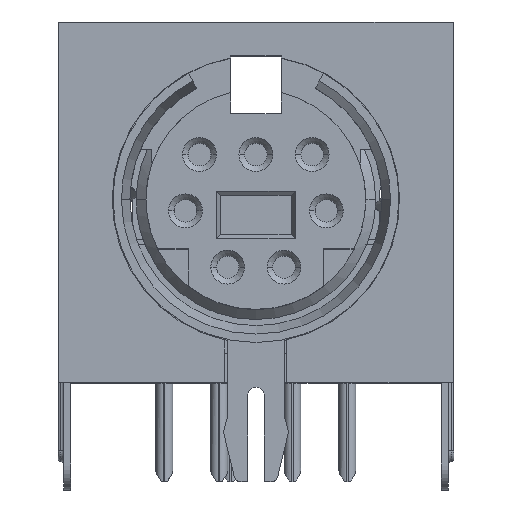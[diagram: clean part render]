
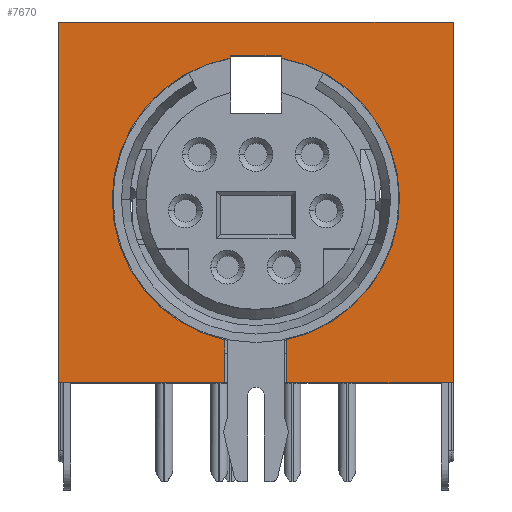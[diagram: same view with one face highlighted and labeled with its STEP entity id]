
A CAD part, top view. The second image highlights one B-rep face of the part: STEP entity #7670.
In plain terms, the highlighted planar face has unit normal (0, 0, 1).
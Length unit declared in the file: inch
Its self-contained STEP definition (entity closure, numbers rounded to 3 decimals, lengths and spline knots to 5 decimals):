
#24 = ORIENTED_EDGE ( 'NONE', *, *, #5442, .F. ) ;
#76 = LINE ( 'NONE', #2564, #16644 ) ;
#147 = DIRECTION ( 'NONE',  ( 1., 0., 0. ) ) ;
#317 = EDGE_LOOP ( 'NONE', ( #14968, #12715, #11907, #24, #12886, #14444, #7855, #11593, #6718, #1250, #1058, #12801, #6662 ) ) ;
#617 = DIRECTION ( 'NONE',  ( -0.216, -0.976, 0. ) ) ;
#674 = LINE ( 'NONE', #14370, #870 ) ;
#870 = VECTOR ( 'NONE', #7340, 39.37008 ) ;
#874 = DIRECTION ( 'NONE',  ( 1., 0., 0. ) ) ;
#994 = EDGE_CURVE ( 'NONE', #4894, #10688, #76, .T. ) ;
#1058 = ORIENTED_EDGE ( 'NONE', *, *, #6852, .T. ) ;
#1093 = CARTESIAN_POINT ( 'NONE',  ( 0.27559, 0.25591, 0. ) ) ;
#1250 = ORIENTED_EDGE ( 'NONE', *, *, #10232, .T. ) ;
#1469 = CARTESIAN_POINT ( 'NONE',  ( 0.24016, 0.45354, 0. ) ) ;
#1666 = CARTESIAN_POINT ( 'NONE',  ( 0.31102, 0.35433, 0. ) ) ;
#1954 = VECTOR ( 'NONE', #15829, 39.37008 ) ;
#2073 = PLANE ( 'NONE',  #15064 ) ;
#2258 = VECTOR ( 'NONE', #9394, 39.37008 ) ;
#2286 = VERTEX_POINT ( 'NONE', #1469 ) ;
#2317 = VECTOR ( 'NONE', #14796, 39.37008 ) ;
#2564 = CARTESIAN_POINT ( 'NONE',  ( 0.55118, 0.50394, 0. ) ) ;
#3305 = VERTEX_POINT ( 'NONE', #15772 ) ;
#3374 = CARTESIAN_POINT ( 'NONE',  ( 0.27559, 0.25591, 0. ) ) ;
#3436 = CARTESIAN_POINT ( 'NONE',  ( 0.31102, 0.45354, 0. ) ) ;
#3724 = CIRCLE ( 'NONE', #17377, 0.20079 ) ;
#3815 = CARTESIAN_POINT ( 'NONE',  ( 0., 0., 0. ) ) ;
#3849 = CARTESIAN_POINT ( 'NONE',  ( 0.23228, 0.12598, 0. ) ) ;
#4025 = LINE ( 'NONE', #3849, #2317 ) ;
#4473 = EDGE_CURVE ( 'NONE', #14797, #5357, #9349, .T. ) ;
#4580 = EDGE_CURVE ( 'NONE', #7518, #3305, #6309, .T. ) ;
#4615 = DIRECTION ( 'NONE',  ( 0., 0., -1. ) ) ;
#4894 = VERTEX_POINT ( 'NONE', #14563 ) ;
#4922 = CARTESIAN_POINT ( 'NONE',  ( 0.27559, 0.25197, 0. ) ) ;
#5357 = VERTEX_POINT ( 'NONE', #10475 ) ;
#5410 = EDGE_CURVE ( 'NONE', #13553, #7518, #17498, .T. ) ;
#5442 = EDGE_CURVE ( 'NONE', #10688, #16515, #9643, .T. ) ;
#5646 = LINE ( 'NONE', #13837, #7712 ) ;
#5911 = VERTEX_POINT ( 'NONE', #11815 ) ;
#6179 = EDGE_CURVE ( 'NONE', #5357, #16515, #674, .T. ) ;
#6309 = LINE ( 'NONE', #3815, #1954 ) ;
#6662 = ORIENTED_EDGE ( 'NONE', *, *, #8448, .T. ) ;
#6693 = VERTEX_POINT ( 'NONE', #15605 ) ;
#6718 = ORIENTED_EDGE ( 'NONE', *, *, #14231, .T. ) ;
#6852 = EDGE_CURVE ( 'NONE', #6693, #2286, #3724, .T. ) ;
#7340 = DIRECTION ( 'NONE',  ( 0., -1., 0. ) ) ;
#7355 = LINE ( 'NONE', #1666, #7970 ) ;
#7518 = VERTEX_POINT ( 'NONE', #17066 ) ;
#7670 = ADVANCED_FACE ( 'NONE', ( #13019 ), #2073, .T. ) ;
#7712 = VECTOR ( 'NONE', #147, 39.37008 ) ;
#7855 = ORIENTED_EDGE ( 'NONE', *, *, #4580, .F. ) ;
#7935 = DIRECTION ( 'NONE',  ( -0.216, -0.976, 0. ) ) ;
#7944 = CARTESIAN_POINT ( 'NONE',  ( 0.27559, 0.25591, 0. ) ) ;
#7970 = VECTOR ( 'NONE', #14037, 39.37008 ) ;
#8032 = AXIS2_PLACEMENT_3D ( 'NONE', #1093, #16124, #7935 ) ;
#8065 = CARTESIAN_POINT ( 'NONE',  ( 0.23228, 0.05984, 0. ) ) ;
#8135 = EDGE_CURVE ( 'NONE', #2286, #5911, #8432, .T. ) ;
#8142 = CARTESIAN_POINT ( 'NONE',  ( 0.55118, 0., 0. ) ) ;
#8271 = VECTOR ( 'NONE', #10040, 39.37008 ) ;
#8432 = LINE ( 'NONE', #16804, #8271 ) ;
#8448 = EDGE_CURVE ( 'NONE', #5911, #12074, #5646, .T. ) ;
#8518 = CARTESIAN_POINT ( 'NONE',  ( 0.31102, 0.45669, 0. ) ) ;
#9064 = LINE ( 'NONE', #10215, #15651 ) ;
#9349 = CIRCLE ( 'NONE', #15883, 0.20079 ) ;
#9394 = DIRECTION ( 'NONE',  ( -1., 0., 0. ) ) ;
#9643 = LINE ( 'NONE', #15063, #12774 ) ;
#10040 = DIRECTION ( 'NONE',  ( 0., 1., 0. ) ) ;
#10215 = CARTESIAN_POINT ( 'NONE',  ( 0., 0.50394, 0. ) ) ;
#10232 = EDGE_CURVE ( 'NONE', #16152, #6693, #12018, .T. ) ;
#10361 = DIRECTION ( 'NONE',  ( 0., 0., 1. ) ) ;
#10475 = CARTESIAN_POINT ( 'NONE',  ( 0.3189, 0.05984, 0. ) ) ;
#10688 = VERTEX_POINT ( 'NONE', #13273 ) ;
#10816 = DIRECTION ( 'NONE',  ( -1., 0., 0. ) ) ;
#11593 = ORIENTED_EDGE ( 'NONE', *, *, #5410, .F. ) ;
#11789 = DIRECTION ( 'NONE',  ( 0., 0., -1. ) ) ;
#11815 = CARTESIAN_POINT ( 'NONE',  ( 0.24016, 0.45669, 0. ) ) ;
#11907 = ORIENTED_EDGE ( 'NONE', *, *, #6179, .T. ) ;
#12018 = CIRCLE ( 'NONE', #8032, 0.20079 ) ;
#12074 = VERTEX_POINT ( 'NONE', #8518 ) ;
#12155 = EDGE_CURVE ( 'NONE', #3305, #4894, #9064, .T. ) ;
#12607 = CARTESIAN_POINT ( 'NONE',  ( 0.23228, 0., 0. ) ) ;
#12715 = ORIENTED_EDGE ( 'NONE', *, *, #4473, .T. ) ;
#12774 = VECTOR ( 'NONE', #10816, 39.37008 ) ;
#12801 = ORIENTED_EDGE ( 'NONE', *, *, #8135, .T. ) ;
#12886 = ORIENTED_EDGE ( 'NONE', *, *, #994, .F. ) ;
#13005 = DIRECTION ( 'NONE',  ( 0., -1., 0. ) ) ;
#13019 = FACE_OUTER_BOUND ( 'NONE', #317, .T. ) ;
#13273 = CARTESIAN_POINT ( 'NONE',  ( 0.55118, 0., 0. ) ) ;
#13553 = VERTEX_POINT ( 'NONE', #12607 ) ;
#13837 = CARTESIAN_POINT ( 'NONE',  ( 0.25787, 0.45669, 0. ) ) ;
#14037 = DIRECTION ( 'NONE',  ( 0., -1., 0. ) ) ;
#14231 = EDGE_CURVE ( 'NONE', #13553, #16152, #4025, .T. ) ;
#14370 = CARTESIAN_POINT ( 'NONE',  ( 0.3189, 0.15591, 0. ) ) ;
#14444 = ORIENTED_EDGE ( 'NONE', *, *, #12155, .F. ) ;
#14539 = DIRECTION ( 'NONE',  ( -0.216, -0.976, 0. ) ) ;
#14563 = CARTESIAN_POINT ( 'NONE',  ( 0.55118, 0.50394, 0. ) ) ;
#14796 = DIRECTION ( 'NONE',  ( 0., 1., 0. ) ) ;
#14797 = VERTEX_POINT ( 'NONE', #3436 ) ;
#14968 = ORIENTED_EDGE ( 'NONE', *, *, #16921, .T. ) ;
#15063 = CARTESIAN_POINT ( 'NONE',  ( 0.55118, 0., 0. ) ) ;
#15064 = AXIS2_PLACEMENT_3D ( 'NONE', #4922, #10361, #15779 ) ;
#15605 = CARTESIAN_POINT ( 'NONE',  ( 0.0748, 0.25591, 0. ) ) ;
#15651 = VECTOR ( 'NONE', #874, 39.37008 ) ;
#15772 = CARTESIAN_POINT ( 'NONE',  ( 0., 0.50394, 0. ) ) ;
#15779 = DIRECTION ( 'NONE',  ( 1., 0., 0. ) ) ;
#15829 = DIRECTION ( 'NONE',  ( 0., 1., 0. ) ) ;
#15883 = AXIS2_PLACEMENT_3D ( 'NONE', #3374, #4615, #617 ) ;
#16124 = DIRECTION ( 'NONE',  ( 0., 0., -1. ) ) ;
#16129 = CARTESIAN_POINT ( 'NONE',  ( 0.3189, 0., 0. ) ) ;
#16152 = VERTEX_POINT ( 'NONE', #8065 ) ;
#16515 = VERTEX_POINT ( 'NONE', #16129 ) ;
#16644 = VECTOR ( 'NONE', #13005, 39.37008 ) ;
#16804 = CARTESIAN_POINT ( 'NONE',  ( 0.24016, 0.31398, 0. ) ) ;
#16921 = EDGE_CURVE ( 'NONE', #12074, #14797, #7355, .T. ) ;
#17066 = CARTESIAN_POINT ( 'NONE',  ( 0., 0., 0. ) ) ;
#17377 = AXIS2_PLACEMENT_3D ( 'NONE', #7944, #11789, #14539 ) ;
#17498 = LINE ( 'NONE', #8142, #2258 ) ;
